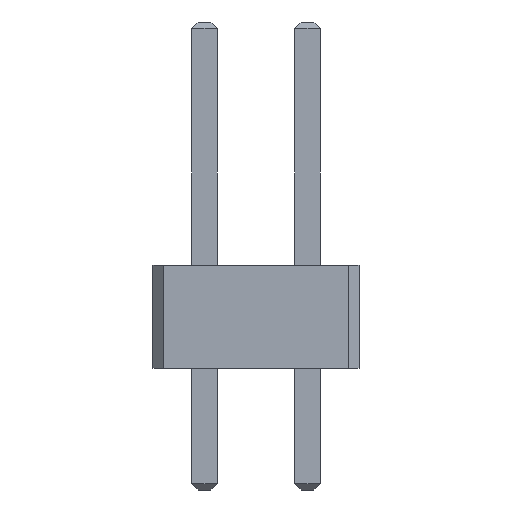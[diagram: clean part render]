
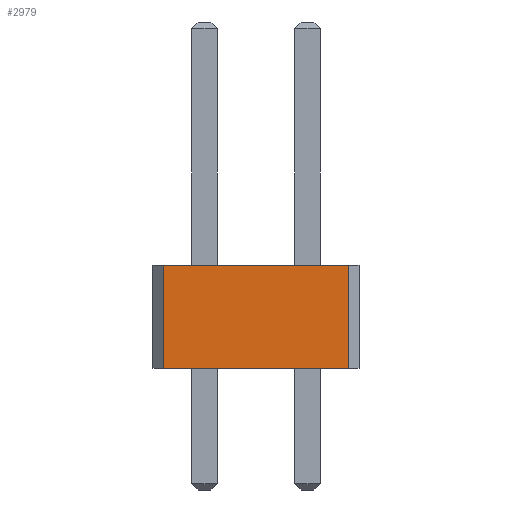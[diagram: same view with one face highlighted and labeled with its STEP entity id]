
A CAD part, front view. The second image highlights one B-rep face of the part: STEP entity #2979.
In plain terms, the highlighted planar face has unit normal (0, -1, 0).
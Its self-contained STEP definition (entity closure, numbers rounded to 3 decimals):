
#12=DIRECTION('',(0.,0.,1.));
#26=VECTOR('',#12,1.);
#87=DIRECTION('',(1.,0.,0.));
#276=VERTEX_POINT('',#277);
#277=CARTESIAN_POINT('',(-1.016,-31.75,0.));
#280=EDGE_CURVE('',#276,#281,#283,.T.);
#281=VERTEX_POINT('',#282);
#282=CARTESIAN_POINT('',(3.556,-31.75,0.));
#283=LINE('',#277,#284);
#284=VECTOR('',#87,1.);
#298=DIRECTION('',(0.,1.,0.));
#1349=VERTEX_POINT('',#1350);
#1350=CARTESIAN_POINT('',(-1.016,-31.75,2.54));
#1352=ORIENTED_EDGE('',*,*,#1353,.T.);
#1353=EDGE_CURVE('',#1349,#1354,#1356,.T.);
#1354=VERTEX_POINT('',#1355);
#1355=CARTESIAN_POINT('',(3.556,-31.75,2.54));
#1356=LINE('',#1350,#284);
#2964=EDGE_CURVE('',#276,#1349,#2965,.T.);
#2965=LINE('',#277,#26);
#2979=ADVANCED_FACE('',(#2980),#2987,.F.);
#2980=FACE_BOUND('',#2981,.F.);
#2981=EDGE_LOOP('',(#2982,#1352,#2983,#2986));
#2982=ORIENTED_EDGE('',*,*,#2964,.T.);
#2983=ORIENTED_EDGE('',*,*,#2984,.F.);
#2984=EDGE_CURVE('',#281,#1354,#2985,.T.);
#2985=LINE('',#282,#26);
#2986=ORIENTED_EDGE('',*,*,#280,.F.);
#2987=PLANE('',#2988);
#2988=AXIS2_PLACEMENT_3D('',#277,#298,#87);
